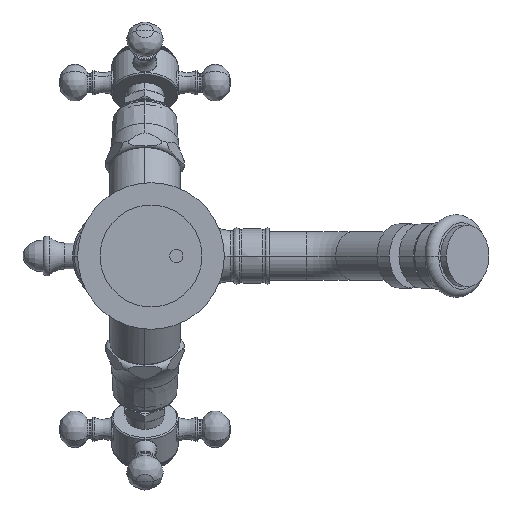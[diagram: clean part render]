
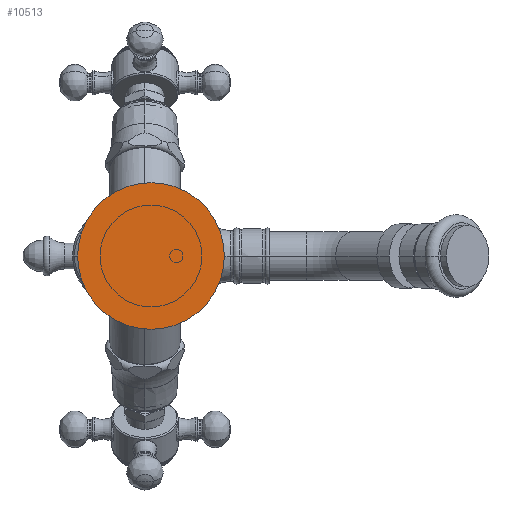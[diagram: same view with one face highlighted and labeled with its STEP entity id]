
A CAD part, front view. The second image highlights one B-rep face of the part: STEP entity #10513.
In plain terms, the highlighted planar face has unit normal (0, -1, 0).
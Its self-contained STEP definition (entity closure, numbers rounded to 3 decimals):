
#3228=CARTESIAN_POINT('',(0.,-5.,0.));
#3229=DIRECTION('',(0.,1.,0.));
#3230=DIRECTION('',(1.,0.,0.));
#3231=AXIS2_PLACEMENT_3D('',#3228,#3229,#3230);
#3242=CARTESIAN_POINT('',(0.,-5.,0.));
#3243=DIRECTION('',(0.,-1.,0.));
#3244=DIRECTION('',(1.,0.,0.));
#3245=AXIS2_PLACEMENT_3D('',#3242,#3243,#3244);
#6957=CARTESIAN_POINT('',(27.5,-5.,0.));
#6958=CARTESIAN_POINT('',(-27.5,-5.,0.));
#6959=VERTEX_POINT('',#6957);
#6960=VERTEX_POINT('',#6958);
#10504=CARTESIAN_POINT('',(0.,-5.,0.));
#10505=DIRECTION('',(0.,-1.,0.));
#10506=DIRECTION('',(-1.,0.,0.));
#10507=AXIS2_PLACEMENT_3D('',#10504,#10505,#10506);
#10508=PLANE('',#10507);
#10509=ORIENTED_EDGE('',*,*,#10491,.F.);
#10510=ORIENTED_EDGE('',*,*,#10470,.T.);
#10511=EDGE_LOOP('',(#10509,#10510));
#10512=FACE_OUTER_BOUND('',#10511,.F.);
#10513=ADVANCED_FACE('',(#10512),#10508,.T.);
#3232=CIRCLE('',#3231,27.5);
#3246=CIRCLE('',#3245,27.5);
#10470=EDGE_CURVE('',#6959,#6960,#3232,.T.);
#10491=EDGE_CURVE('',#6959,#6960,#3246,.T.);
